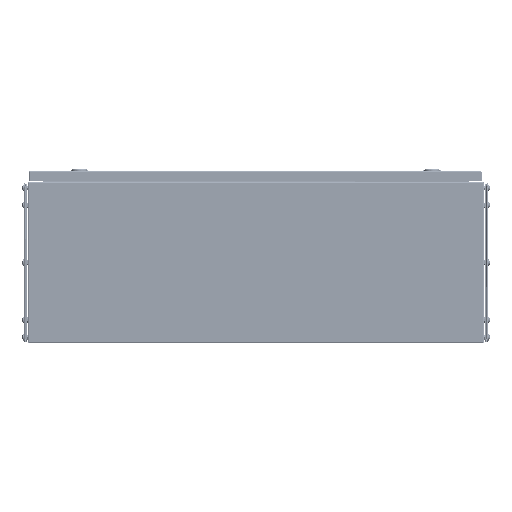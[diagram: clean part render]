
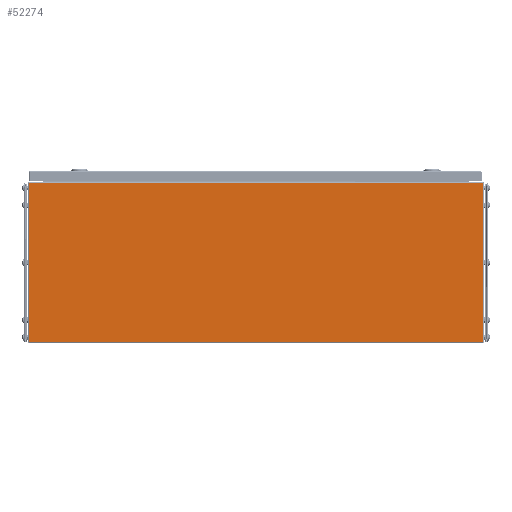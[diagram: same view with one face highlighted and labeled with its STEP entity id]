
A CAD part, left-side view. The second image highlights one B-rep face of the part: STEP entity #52274.
In plain terms, the highlighted planar face has unit normal (-1, 0, 0).
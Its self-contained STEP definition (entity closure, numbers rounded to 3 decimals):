
#781 = VERTEX_POINT ( 'NONE', #3674 ) ;
#1208 = LINE ( 'NONE', #28181, #70670 ) ;
#2275 = EDGE_LOOP ( 'NONE', ( #48885, #6793, #36195, #74919 ) ) ;
#2897 = CARTESIAN_POINT ( 'NONE',  ( -200., 395.5, 277.5 ) ) ;
#3674 = CARTESIAN_POINT ( 'NONE',  ( -200., 395.5, 1. ) ) ;
#6793 = ORIENTED_EDGE ( 'NONE', *, *, #24574, .T. ) ;
#7839 = DIRECTION ( 'NONE',  ( 1., 0., 0. ) ) ;
#9512 = LINE ( 'NONE', #15820, #83121 ) ;
#15820 = CARTESIAN_POINT ( 'NONE',  ( -200., -395.5, 277.5 ) ) ;
#19286 = AXIS2_PLACEMENT_3D ( 'NONE', #57228, #7839, #48723 ) ;
#24574 = EDGE_CURVE ( 'NONE', #64897, #781, #69007, .T. ) ;
#24981 = VECTOR ( 'NONE', #28119, 1000. ) ;
#28119 = DIRECTION ( 'NONE',  ( 0., 0., -1. ) ) ;
#28181 = CARTESIAN_POINT ( 'NONE',  ( -200., 395.5, 1. ) ) ;
#28617 = VERTEX_POINT ( 'NONE', #45122 ) ;
#32877 = VERTEX_POINT ( 'NONE', #41372 ) ;
#33972 = CARTESIAN_POINT ( 'NONE',  ( -200., 395.5, 0. ) ) ;
#36195 = ORIENTED_EDGE ( 'NONE', *, *, #58806, .F. ) ;
#38259 = DIRECTION ( 'NONE',  ( 0., 1., 0. ) ) ;
#41372 = CARTESIAN_POINT ( 'NONE',  ( -200., -395.5, 1. ) ) ;
#45045 = VECTOR ( 'NONE', #76692, 1000. ) ;
#45122 = CARTESIAN_POINT ( 'NONE',  ( -200., -395.5, 277.5 ) ) ;
#48723 = DIRECTION ( 'NONE',  ( 0., 0., -1. ) ) ;
#48885 = ORIENTED_EDGE ( 'NONE', *, *, #81677, .T. ) ;
#49173 = FACE_OUTER_BOUND ( 'NONE', #2275, .T. ) ;
#51066 = EDGE_CURVE ( 'NONE', #32877, #28617, #55561, .T. ) ;
#52274 = ADVANCED_FACE ( 'NONE', ( #49173 ), #70710, .F. ) ;
#55561 = LINE ( 'NONE', #84241, #45045 ) ;
#57228 = CARTESIAN_POINT ( 'NONE',  ( -200., 0., 0. ) ) ;
#58806 = EDGE_CURVE ( 'NONE', #32877, #781, #1208, .T. ) ;
#64897 = VERTEX_POINT ( 'NONE', #2897 ) ;
#69007 = LINE ( 'NONE', #33972, #24981 ) ;
#70670 = VECTOR ( 'NONE', #83403, 1000. ) ;
#70710 = PLANE ( 'NONE',  #19286 ) ;
#74919 = ORIENTED_EDGE ( 'NONE', *, *, #51066, .T. ) ;
#76692 = DIRECTION ( 'NONE',  ( 0., 0., 1. ) ) ;
#81677 = EDGE_CURVE ( 'NONE', #28617, #64897, #9512, .T. ) ;
#83121 = VECTOR ( 'NONE', #38259, 1000. ) ;
#83403 = DIRECTION ( 'NONE',  ( 0., 1., 0. ) ) ;
#84241 = CARTESIAN_POINT ( 'NONE',  ( -200., -395.5, 0. ) ) ;
